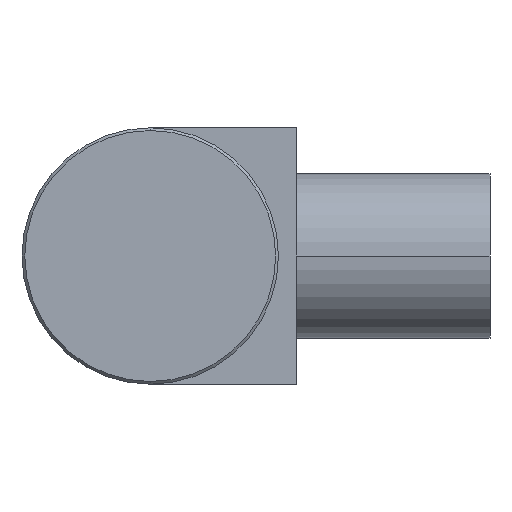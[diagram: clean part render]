
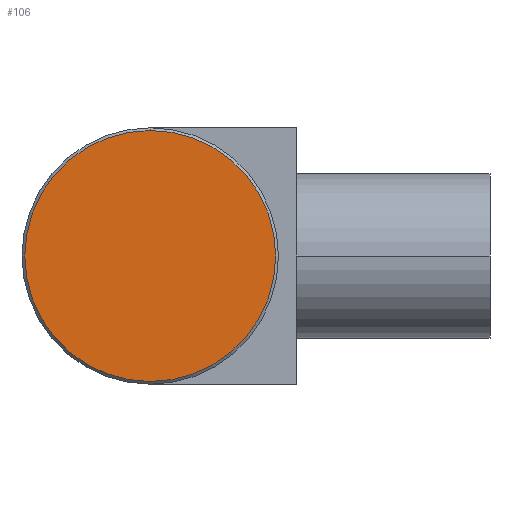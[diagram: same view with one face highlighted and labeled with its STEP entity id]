
A CAD part, left-side view. The second image highlights one B-rep face of the part: STEP entity #106.
In plain terms, the highlighted planar face has unit normal (-1, 0, 0).
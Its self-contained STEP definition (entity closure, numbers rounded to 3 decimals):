
#1 = VERTEX_POINT ( 'NONE', #582 ) ;
#13 = CARTESIAN_POINT ( 'NONE',  ( 0., 0., -13.7 ) ) ;
#19 = VERTEX_POINT ( 'NONE', #13 ) ;
#43 = PLANE ( 'NONE',  #295 ) ;
#106 = ADVANCED_FACE ( 'NONE', ( #187 ), #43, .F. ) ;
#187 = FACE_OUTER_BOUND ( 'NONE', #470, .T. ) ;
#283 = ORIENTED_EDGE ( 'NONE', *, *, #1202, .T. ) ;
#295 = AXIS2_PLACEMENT_3D ( 'NONE', #782, #599, #335 ) ;
#318 = CIRCLE ( 'NONE', #963, 13.7 ) ;
#335 = DIRECTION ( 'NONE',  ( 0., 0., -1. ) ) ;
#402 = DIRECTION ( 'NONE',  ( -1., 0., 0. ) ) ;
#405 = CIRCLE ( 'NONE', #1023, 13.7 ) ;
#470 = EDGE_LOOP ( 'NONE', ( #283, #507 ) ) ;
#482 = DIRECTION ( 'NONE',  ( 0., 0., 1. ) ) ;
#487 = EDGE_CURVE ( 'NONE', #1, #19, #405, .T. ) ;
#507 = ORIENTED_EDGE ( 'NONE', *, *, #487, .T. ) ;
#572 = CARTESIAN_POINT ( 'NONE',  ( 0., 0., 0. ) ) ;
#582 = CARTESIAN_POINT ( 'NONE',  ( 0., 0., 13.7 ) ) ;
#599 = DIRECTION ( 'NONE',  ( 1., 0., 0. ) ) ;
#751 = DIRECTION ( 'NONE',  ( -1., 0., 0. ) ) ;
#782 = CARTESIAN_POINT ( 'NONE',  ( 0., 0., 0. ) ) ;
#847 = CARTESIAN_POINT ( 'NONE',  ( 0., 0., 0. ) ) ;
#963 = AXIS2_PLACEMENT_3D ( 'NONE', #572, #402, #1034 ) ;
#1023 = AXIS2_PLACEMENT_3D ( 'NONE', #847, #751, #482 ) ;
#1034 = DIRECTION ( 'NONE',  ( 0., 0., 1. ) ) ;
#1202 = EDGE_CURVE ( 'NONE', #19, #1, #318, .T. ) ;
